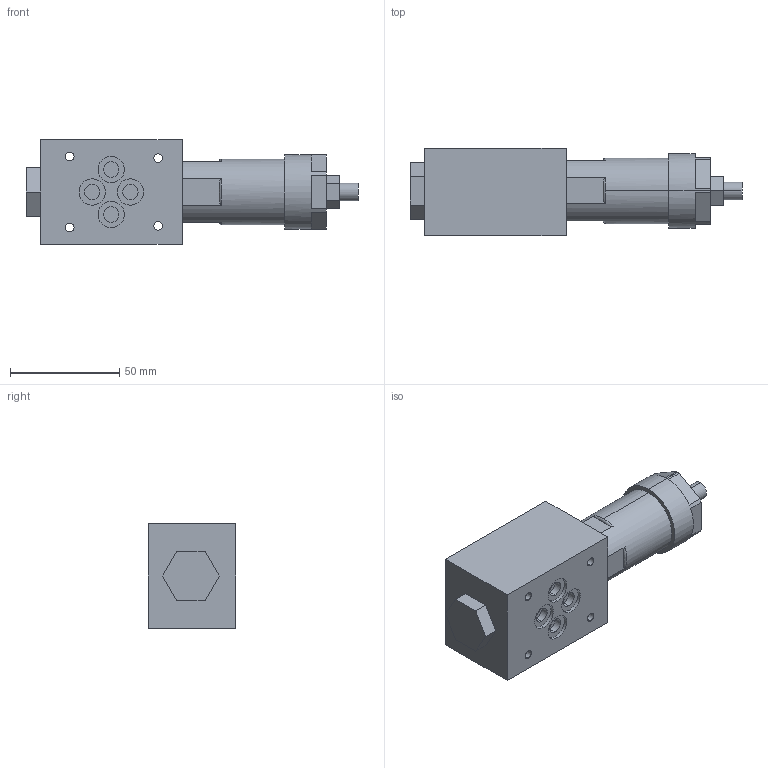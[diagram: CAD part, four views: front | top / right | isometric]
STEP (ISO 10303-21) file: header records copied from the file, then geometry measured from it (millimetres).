
FILE_DESCRIPTION (( 'STEP AP214' ), '1' );
FILE_NAME ('MRP 01 30.STEP', '2018-02-07T08:58:20', ( '' ), ( '' ), 'SwSTEP 2.0', 'SolidWorks 2017', '' );
FILE_SCHEMA (( 'AUTOMOTIVE_DESIGN' ));
Length unit declared in the file: millimetre
Products named in the file (1): MRP 01 30
Bounding box: 152 x 40 x 48 mm (x, y, z)
Volume: 173927.6 mm3; surface area: 26071.4 mm2
Topology: 1 solids, 1 shells, 138 faces, 341 edges, 227 vertices
Faces by surface type: plane 87, cylinder 38, bspline 8, torus 5
Entity records: 4983 total; most frequent: CARTESIAN_POINT 1195, ORIENTED_EDGE 682, DIRECTION 681, EDGE_CURVE 341, AXIS2_PLACEMENT_3D 233, VERTEX_POINT 227, VECTOR 215, LINE 215
